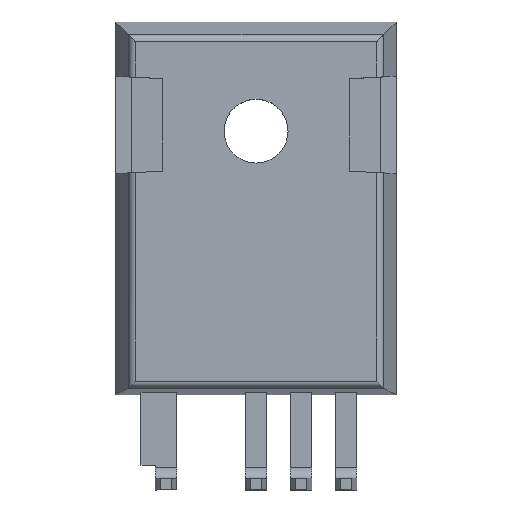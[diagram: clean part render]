
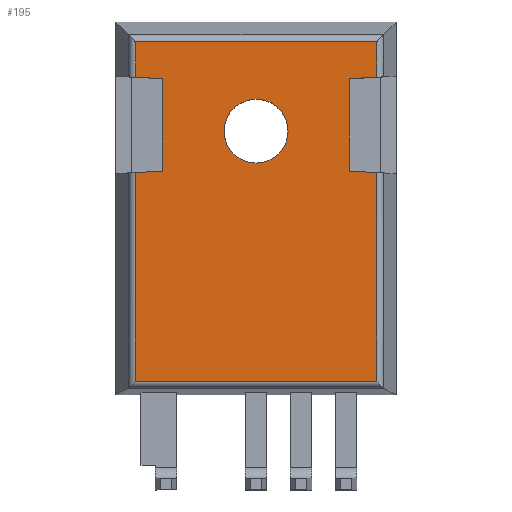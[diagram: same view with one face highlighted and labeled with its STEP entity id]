
A CAD part, top view. The second image highlights one B-rep face of the part: STEP entity #195.
In plain terms, the highlighted planar face has unit normal (0, 0, 1).
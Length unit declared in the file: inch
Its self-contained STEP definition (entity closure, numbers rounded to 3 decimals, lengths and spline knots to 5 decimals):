
#3 = EDGE_LOOP ( 'NONE', ( #3912, #1898 ) ) ;
#88 = AXIS2_PLACEMENT_3D ( 'NONE', #3307, #3922, #995 ) ;
#91 = EDGE_CURVE ( 'NONE', #703, #1436, #3750, .T. ) ;
#143 = DIRECTION ( 'NONE',  ( 0., -1., 0. ) ) ;
#149 = CARTESIAN_POINT ( 'NONE',  ( 0.27538, 0.68293, 0.28189 ) ) ;
#165 = VECTOR ( 'NONE', #3801, 39.37008 ) ;
#179 = CARTESIAN_POINT ( 'NONE',  ( 0.21568, 0.47457, 0.28189 ) ) ;
#192 = CARTESIAN_POINT ( 'NONE',  ( 0.27534, 0.47163, 0.28189 ) ) ;
#194 = LINE ( 'NONE', #2158, #1934 ) ;
#195 = ADVANCED_FACE ( 'NONE', ( #1289, #593 ), #573, .F. ) ;
#207 = CARTESIAN_POINT ( 'NONE',  ( 0.27545, 0.77398, 0.28189 ) ) ;
#223 = ORIENTED_EDGE ( 'NONE', *, *, #3648, .T. ) ;
#267 = LINE ( 'NONE', #4143, #165 ) ;
#337 = LINE ( 'NONE', #1194, #2320 ) ;
#344 = EDGE_CURVE ( 'NONE', #3636, #3906, #1815, .T. ) ;
#365 = LINE ( 'NONE', #3047, #3391 ) ;
#367 = AXIS2_PLACEMENT_3D ( 'NONE', #482, #1482, #1153 ) ;
#421 = EDGE_CURVE ( 'NONE', #1343, #3897, #337, .T. ) ;
#472 = CARTESIAN_POINT ( 'NONE',  ( 0.21554, 0.67988, 0.28189 ) ) ;
#482 = CARTESIAN_POINT ( 'NONE',  ( 0.00825, 0.56351, 0.28189 ) ) ;
#531 = ORIENTED_EDGE ( 'NONE', *, *, #3780, .T. ) ;
#545 = EDGE_CURVE ( 'NONE', #2372, #2299, #2658, .T. ) ;
#573 = PLANE ( 'NONE',  #1293 ) ;
#582 = ORIENTED_EDGE ( 'NONE', *, *, #2514, .T. ) ;
#593 = FACE_OUTER_BOUND ( 'NONE', #1239, .T. ) ;
#703 = VERTEX_POINT ( 'NONE', #3688 ) ;
#716 = CARTESIAN_POINT ( 'NONE',  ( 0.27534, 0.47104, 0.28189 ) ) ;
#723 = ORIENTED_EDGE ( 'NONE', *, *, #2373, .T. ) ;
#781 = VERTEX_POINT ( 'NONE', #1446 ) ;
#842 = VERTEX_POINT ( 'NONE', #179 ) ;
#936 = CARTESIAN_POINT ( 'NONE',  ( 0.21554, 0.67988, 0.28189 ) ) ;
#995 = DIRECTION ( 'NONE',  ( -1., 0., 0. ) ) ;
#1027 = ORIENTED_EDGE ( 'NONE', *, *, #344, .T. ) ;
#1079 = VECTOR ( 'NONE', #1128, 39.37008 ) ;
#1128 = DIRECTION ( 'NONE',  ( -0.999, -0.051, 0. ) ) ;
#1132 = EDGE_CURVE ( 'NONE', #3725, #3543, #3953, .T. ) ;
#1153 = DIRECTION ( 'NONE',  ( -1., 0., 0. ) ) ;
#1189 = LINE ( 'NONE', #2493, #1607 ) ;
#1194 = CARTESIAN_POINT ( 'NONE',  ( 0.31911, 0.68515, 0.28189 ) ) ;
#1239 = EDGE_LOOP ( 'NONE', ( #3141, #223, #723, #1837, #582, #1644, #1027, #2332, #531, #4066, #2750, #2316 ) ) ;
#1289 = FACE_BOUND ( 'NONE', #3, .T. ) ;
#1293 = AXIS2_PLACEMENT_3D ( 'NONE', #2699, #2362, #1655 ) ;
#1343 = VERTEX_POINT ( 'NONE', #936 ) ;
#1389 = CARTESIAN_POINT ( 'NONE',  ( -0.25903, 0.00919, 0.28189 ) ) ;
#1436 = VERTEX_POINT ( 'NONE', #3276 ) ;
#1446 = CARTESIAN_POINT ( 'NONE',  ( -0.19917, 0.67987, 0.28189 ) ) ;
#1482 = DIRECTION ( 'NONE',  ( 0., 0., -1. ) ) ;
#1500 = VECTOR ( 'NONE', #2406, 39.37008 ) ;
#1520 = CARTESIAN_POINT ( 'NONE',  ( 0.27543, 0.00917, 0.28189 ) ) ;
#1602 = VECTOR ( 'NONE', #2005, 39.37008 ) ;
#1604 = CARTESIAN_POINT ( 'NONE',  ( 0.28752, 0.00917, 0.28189 ) ) ;
#1607 = VECTOR ( 'NONE', #3759, 39.37008 ) ;
#1634 = CARTESIAN_POINT ( 'NONE',  ( -0.06261, 0.56351, 0.28189 ) ) ;
#1635 = EDGE_CURVE ( 'NONE', #2299, #2372, #3453, .T. ) ;
#1644 = ORIENTED_EDGE ( 'NONE', *, *, #3134, .T. ) ;
#1655 = DIRECTION ( 'NONE',  ( -1., 0., 0. ) ) ;
#1686 = VECTOR ( 'NONE', #3735, 39.37008 ) ;
#1778 = CARTESIAN_POINT ( 'NONE',  ( -0.19936, 0.47469, 0.28189 ) ) ;
#1815 = LINE ( 'NONE', #1778, #1079 ) ;
#1837 = ORIENTED_EDGE ( 'NONE', *, *, #91, .T. ) ;
#1898 = ORIENTED_EDGE ( 'NONE', *, *, #545, .T. ) ;
#1899 = DIRECTION ( 'NONE',  ( -0.001, -1., 0. ) ) ;
#1934 = VECTOR ( 'NONE', #3722, 39.37008 ) ;
#1936 = EDGE_CURVE ( 'NONE', #3906, #2641, #365, .T. ) ;
#2005 = DIRECTION ( 'NONE',  ( 1., 0., 0. ) ) ;
#2083 = LINE ( 'NONE', #472, #1686 ) ;
#2140 = CARTESIAN_POINT ( 'NONE',  ( 0.07912, 0.56351, 0.28189 ) ) ;
#2158 = CARTESIAN_POINT ( 'NONE',  ( -0.27106, 0.76193, 0.28189 ) ) ;
#2180 = DIRECTION ( 'NONE',  ( -0.001, -1., 0. ) ) ;
#2262 = CARTESIAN_POINT ( 'NONE',  ( -0.19936, 0.47469, 0.28189 ) ) ;
#2299 = VERTEX_POINT ( 'NONE', #1634 ) ;
#2316 = ORIENTED_EDGE ( 'NONE', *, *, #2759, .T. ) ;
#2320 = VECTOR ( 'NONE', #2494, 39.37008 ) ;
#2332 = ORIENTED_EDGE ( 'NONE', *, *, #1936, .T. ) ;
#2362 = DIRECTION ( 'NONE',  ( 0., 0., -1. ) ) ;
#2372 = VERTEX_POINT ( 'NONE', #2140 ) ;
#2373 = EDGE_CURVE ( 'NONE', #3439, #703, #194, .T. ) ;
#2406 = DIRECTION ( 'NONE',  ( 0., 1., 0. ) ) ;
#2493 = CARTESIAN_POINT ( 'NONE',  ( 0.21568, 0.47457, 0.28189 ) ) ;
#2494 = DIRECTION ( 'NONE',  ( 0.999, 0.051, 0. ) ) ;
#2514 = EDGE_CURVE ( 'NONE', #1436, #781, #267, .T. ) ;
#2641 = VERTEX_POINT ( 'NONE', #1389 ) ;
#2658 = CIRCLE ( 'NONE', #88, 0.07087 ) ;
#2699 = CARTESIAN_POINT ( 'NONE',  ( 0., 0., 0.28189 ) ) ;
#2750 = ORIENTED_EDGE ( 'NONE', *, *, #4039, .T. ) ;
#2759 = EDGE_CURVE ( 'NONE', #842, #1343, #2083, .T. ) ;
#3047 = CARTESIAN_POINT ( 'NONE',  ( -0.25903, -0.0045, 0.28189 ) ) ;
#3119 = LINE ( 'NONE', #2262, #3643 ) ;
#3134 = EDGE_CURVE ( 'NONE', #781, #3636, #3119, .T. ) ;
#3141 = ORIENTED_EDGE ( 'NONE', *, *, #421, .T. ) ;
#3276 = CARTESIAN_POINT ( 'NONE',  ( -0.25905, 0.68292, 0.28189 ) ) ;
#3288 = VECTOR ( 'NONE', #4168, 39.37008 ) ;
#3297 = CARTESIAN_POINT ( 'NONE',  ( 0.27544, 0.76189, 0.28189 ) ) ;
#3307 = CARTESIAN_POINT ( 'NONE',  ( 0.00825, 0.56351, 0.28189 ) ) ;
#3390 = CARTESIAN_POINT ( 'NONE',  ( -0.25918, 0.47166, 0.28189 ) ) ;
#3391 = VECTOR ( 'NONE', #143, 39.37008 ) ;
#3439 = VERTEX_POINT ( 'NONE', #3297 ) ;
#3453 = CIRCLE ( 'NONE', #367, 0.07087 ) ;
#3492 = LINE ( 'NONE', #207, #3288 ) ;
#3498 = CARTESIAN_POINT ( 'NONE',  ( -0.25905, 0.68353, 0.28189 ) ) ;
#3543 = VERTEX_POINT ( 'NONE', #192 ) ;
#3636 = VERTEX_POINT ( 'NONE', #4146 ) ;
#3643 = VECTOR ( 'NONE', #1899, 39.37008 ) ;
#3648 = EDGE_CURVE ( 'NONE', #3897, #3439, #3492, .T. ) ;
#3688 = CARTESIAN_POINT ( 'NONE',  ( -0.25899, 0.76193, 0.28189 ) ) ;
#3722 = DIRECTION ( 'NONE',  ( -1., 0., 0. ) ) ;
#3725 = VERTEX_POINT ( 'NONE', #1520 ) ;
#3735 = DIRECTION ( 'NONE',  ( -0.001, 1., 0. ) ) ;
#3750 = LINE ( 'NONE', #3498, #4128 ) ;
#3759 = DIRECTION ( 'NONE',  ( -0.999, 0.049, 0. ) ) ;
#3780 = EDGE_CURVE ( 'NONE', #2641, #3725, #3908, .T. ) ;
#3801 = DIRECTION ( 'NONE',  ( 0.999, -0.051, 0. ) ) ;
#3897 = VERTEX_POINT ( 'NONE', #149 ) ;
#3906 = VERTEX_POINT ( 'NONE', #3390 ) ;
#3908 = LINE ( 'NONE', #1604, #1602 ) ;
#3912 = ORIENTED_EDGE ( 'NONE', *, *, #1635, .T. ) ;
#3922 = DIRECTION ( 'NONE',  ( 0., 0., -1. ) ) ;
#3953 = LINE ( 'NONE', #716, #1500 ) ;
#4039 = EDGE_CURVE ( 'NONE', #3543, #842, #1189, .T. ) ;
#4066 = ORIENTED_EDGE ( 'NONE', *, *, #1132, .T. ) ;
#4128 = VECTOR ( 'NONE', #2180, 39.37008 ) ;
#4143 = CARTESIAN_POINT ( 'NONE',  ( -0.19917, 0.67987, 0.28189 ) ) ;
#4146 = CARTESIAN_POINT ( 'NONE',  ( -0.19936, 0.47469, 0.28189 ) ) ;
#4168 = DIRECTION ( 'NONE',  ( 0.001, 1., 0. ) ) ;
